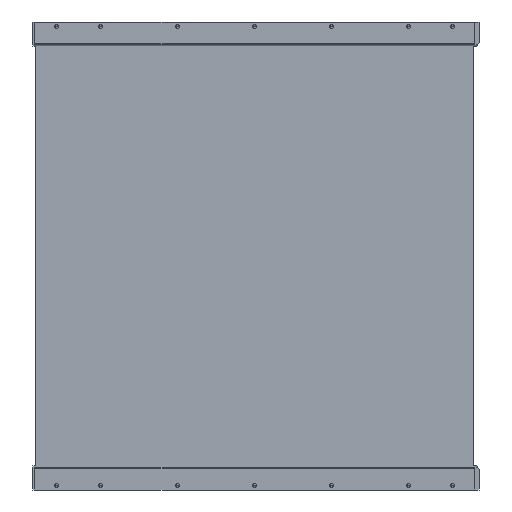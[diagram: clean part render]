
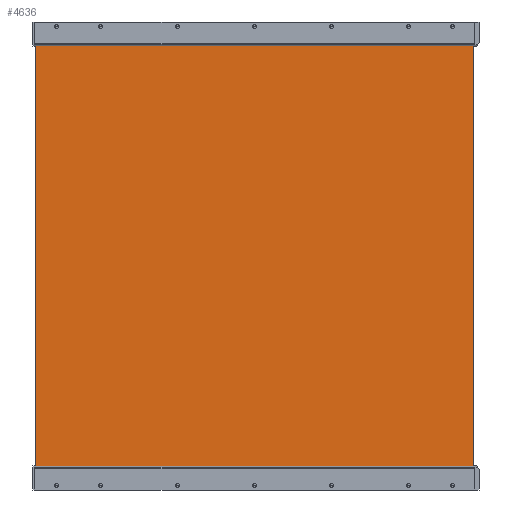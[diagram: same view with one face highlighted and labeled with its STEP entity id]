
A CAD part, left-side view. The second image highlights one B-rep face of the part: STEP entity #4636.
In plain terms, the highlighted planar face has unit normal (-1, 0, 0).
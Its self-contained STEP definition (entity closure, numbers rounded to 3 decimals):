
#467 = ORIENTED_EDGE ( 'NONE', *, *, #3172, .T. ) ;
#712 = LINE ( 'NONE', #7837, #16188 ) ;
#1305 = VECTOR ( 'NONE', #16911, 1000. ) ;
#1465 = CARTESIAN_POINT ( 'NONE',  ( -10.38, -498., 500. ) ) ;
#1486 = VERTEX_POINT ( 'NONE', #8260 ) ;
#2601 = AXIS2_PLACEMENT_3D ( 'NONE', #11531, #12809, #3375 ) ;
#3172 = EDGE_CURVE ( 'NONE', #1486, #7741, #17674, .T. ) ;
#3181 = CARTESIAN_POINT ( 'NONE',  ( -10.38, 497.5, -500. ) ) ;
#3375 = DIRECTION ( 'NONE',  ( 0., 0., -1. ) ) ;
#3800 = ORIENTED_EDGE ( 'NONE', *, *, #13385, .T. ) ;
#4418 = VERTEX_POINT ( 'NONE', #16220 ) ;
#4636 = ADVANCED_FACE ( 'NONE', ( #15922 ), #10152, .F. ) ;
#7042 = DIRECTION ( 'NONE',  ( 0., -1., 0. ) ) ;
#7112 = VERTEX_POINT ( 'NONE', #3181 ) ;
#7741 = VERTEX_POINT ( 'NONE', #11306 ) ;
#7837 = CARTESIAN_POINT ( 'NONE',  ( -10.38, 497.5, 500. ) ) ;
#8260 = CARTESIAN_POINT ( 'NONE',  ( -10.38, -497.5, -500. ) ) ;
#8495 = LINE ( 'NONE', #8592, #1305 ) ;
#8592 = CARTESIAN_POINT ( 'NONE',  ( -10.38, -498., -500. ) ) ;
#8978 = CARTESIAN_POINT ( 'NONE',  ( -10.38, -497.5, 500. ) ) ;
#9339 = DIRECTION ( 'NONE',  ( 0., 0., 1. ) ) ;
#10152 = PLANE ( 'NONE',  #2601 ) ;
#10802 = EDGE_LOOP ( 'NONE', ( #10865, #467, #10889, #3800 ) ) ;
#10865 = ORIENTED_EDGE ( 'NONE', *, *, #16129, .T. ) ;
#10889 = ORIENTED_EDGE ( 'NONE', *, *, #13320, .F. ) ;
#11306 = CARTESIAN_POINT ( 'NONE',  ( -10.38, -497.5, 500. ) ) ;
#11531 = CARTESIAN_POINT ( 'NONE',  ( -10.38, -498., 500. ) ) ;
#12809 = DIRECTION ( 'NONE',  ( 1., 0., 0. ) ) ;
#12960 = VECTOR ( 'NONE', #9339, 1000. ) ;
#13320 = EDGE_CURVE ( 'NONE', #4418, #7741, #14008, .T. ) ;
#13385 = EDGE_CURVE ( 'NONE', #4418, #7112, #712, .T. ) ;
#14008 = LINE ( 'NONE', #1465, #17596 ) ;
#15922 = FACE_OUTER_BOUND ( 'NONE', #10802, .T. ) ;
#16129 = EDGE_CURVE ( 'NONE', #7112, #1486, #8495, .T. ) ;
#16178 = DIRECTION ( 'NONE',  ( 0., 0., -1. ) ) ;
#16188 = VECTOR ( 'NONE', #16178, 1000. ) ;
#16220 = CARTESIAN_POINT ( 'NONE',  ( -10.38, 497.5, 500. ) ) ;
#16911 = DIRECTION ( 'NONE',  ( 0., -1., 0. ) ) ;
#17596 = VECTOR ( 'NONE', #7042, 1000. ) ;
#17674 = LINE ( 'NONE', #8978, #12960 ) ;
